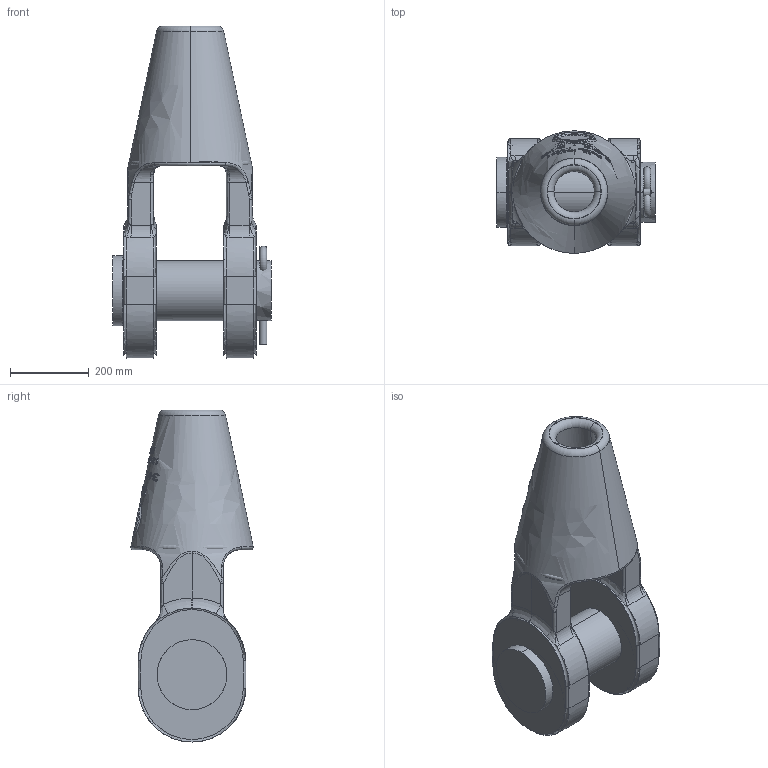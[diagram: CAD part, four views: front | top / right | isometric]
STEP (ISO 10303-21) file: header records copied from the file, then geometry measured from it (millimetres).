
FILE_DESCRIPTION((''),'2;1');
FILE_NAME('CROSBY_416_362_1041713-1041722','2011-08-31T',('Alan Doughty'),('The Crosby Group LLC'),'PRO/ENGINEER BY PARAMETRIC TECHNOLOGY CORPORATION, 2010230','PRO/ENGINEER BY PARAMETRIC TECHNOLOGY CORPORATION, 2010230','');
FILE_SCHEMA(('CONFIG_CONTROL_DESIGN'));
Products named in the file (1): CROSBY_416_362_1041713-1041722
Bounding box: 403.23 x 311.36 x 844.55 mm (x, y, z)
Surface area: 1788606.9 mm2 (no closed solid volume)
Topology: 0 solids, 0 shells, 851 faces, 4640 edges, 4619 vertices
Faces by surface type: bspline 820, torus 31
Entity records: 74584 total; most frequent: CARTESIAN_POINT 43020, DEFINITIONAL_REPRESENTATION 4598, PCURVE 4598, COMPOSITE_CURVE_SEGMENT 4598, B_SPLINE_CURVE_WITH_KNOTS 4225, DIRECTION 2916, TRIMMED_CURVE 2672, VECTOR 2490
